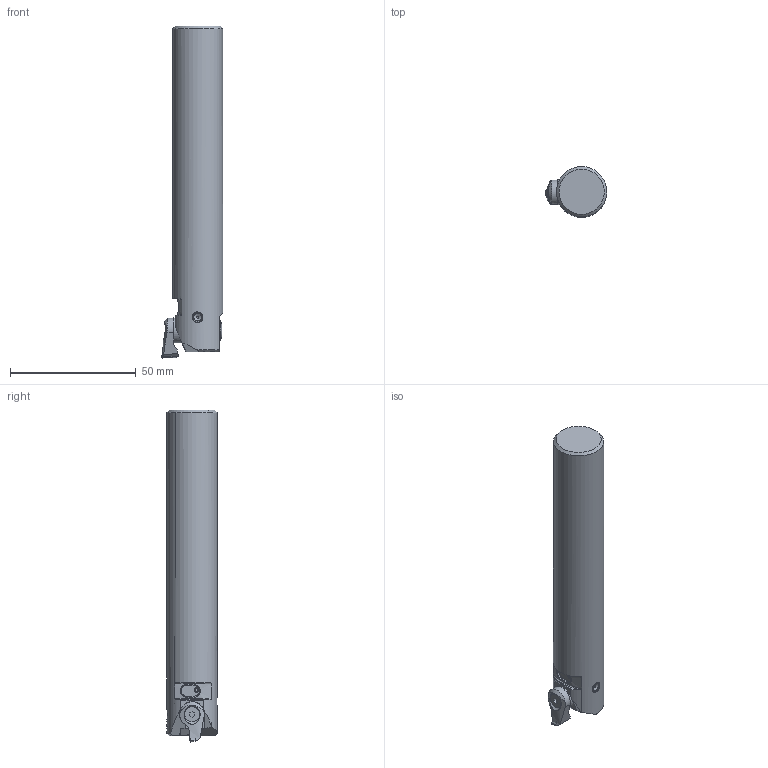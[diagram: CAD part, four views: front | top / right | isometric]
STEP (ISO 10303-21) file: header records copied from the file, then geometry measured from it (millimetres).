
FILE_DESCRIPTION(/* description */ ('3-D model version:1'),/* implementation_level */ '2;1');
FILE_NAME(/* name */ '825-29TC06-A20',/* time_stamp */ '2013-01-23T09:47:28+01:00',/* author */ ('InteractiveCad'),/* organization */ ('AB Sandvik Coromant'),/* preprocessor_version */ 'ST-DEVELOPER v11',/* originating_system */ 'SIEMENS UGS NX 6.0',/* authorisation */ '');
FILE_SCHEMA (('CONFIG_CONTROL_DESIGN'));
Length unit declared in the file: millimetre
Products named in the file (3): A20_R825A_AA120_RA_SIM; R825A_AF11STUC06T1A_SIM; 825_29TC06_A20_SIM
Assembly tree (2 placements, depth 2):
  825_29TC06_A20_SIM
    R825A_AF11STUC06T1A_SIM
    A20_R825A_AA120_RA_SIM
Bounding box: 24.5 x 20.07 x 132 mm (x, y, z)
Volume: 40444.1 mm3; surface area: 9273.9 mm2
Topology: 3 solids, 4 shells, 349 faces, 970 edges, 643 vertices
Faces by surface type: plane 292, cylinder 28, cone 20, torus 6, sphere 2, bspline 1
Full cylindrical faces by diameter (mm): 1 x1, 2 x1, 2.1 x1, 2.2 x1, 2.4 x1, 4 x3, 4.015 x1, 4.2 x1, 4.25 x1, 4.506 x1, 5 x1, 6 x1, 10 x1, 20 x1
Entity records: 11649 total; most frequent: CARTESIAN_POINT 2548, ORIENTED_EDGE 1848, DIRECTION 1763, EDGE_CURVE 924, LINE 651, VECTOR 651, VERTEX_POINT 627, AXIS2_PLACEMENT_3D 556
